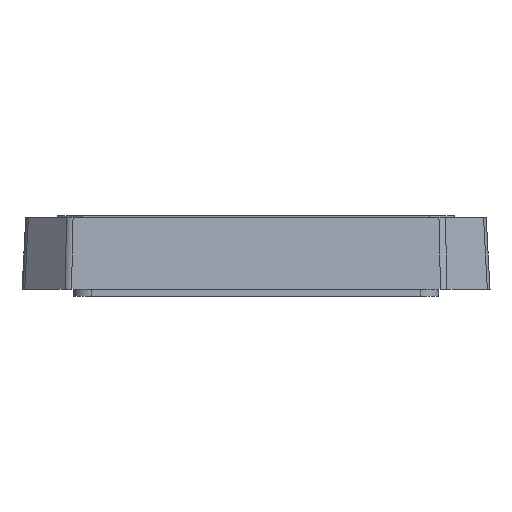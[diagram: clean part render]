
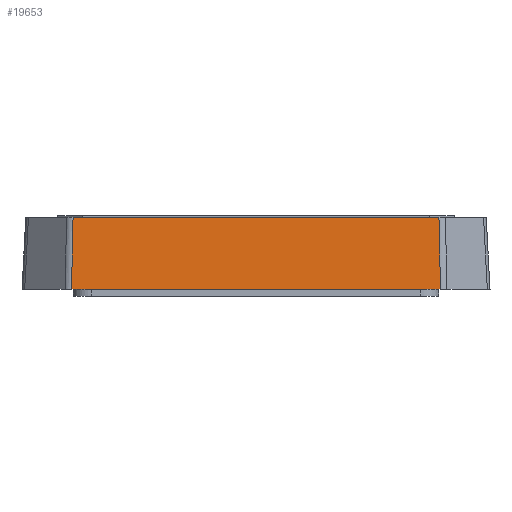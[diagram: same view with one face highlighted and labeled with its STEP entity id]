
A CAD part, left-side view. The second image highlights one B-rep face of the part: STEP entity #19653.
In plain terms, the highlighted planar face has unit normal (-0.999, 0, 0.052).
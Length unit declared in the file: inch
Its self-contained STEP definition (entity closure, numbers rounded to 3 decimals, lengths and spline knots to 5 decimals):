
#2158 = CARTESIAN_POINT ( 'NONE',  ( -2.55906, -2.05906, 0. ) ) ;
#2677 = DIRECTION ( 'NONE',  ( 0., -1., 0. ) ) ;
#2869 = VERTEX_POINT ( 'NONE', #28136 ) ;
#4568 = VECTOR ( 'NONE', #45208, 39.37008 ) ;
#6145 = LINE ( 'NONE', #22272, #7062 ) ;
#6630 = CARTESIAN_POINT ( 'NONE',  ( -2.55906, 2., 0. ) ) ;
#7062 = VECTOR ( 'NONE', #14366, 39.37008 ) ;
#7805 = VERTEX_POINT ( 'NONE', #17658 ) ;
#9140 = VERTEX_POINT ( 'NONE', #40430 ) ;
#12113 = CARTESIAN_POINT ( 'NONE',  ( -2.55906, -2.05906, 0. ) ) ;
#13012 = LINE ( 'NONE', #29136, #4568 ) ;
#13229 = EDGE_CURVE ( 'NONE', #16632, #17918, #13012, .T. ) ;
#14366 = DIRECTION ( 'NONE',  ( -0.052, 0.022, -0.998 ) ) ;
#15053 = PLANE ( 'NONE',  #19335 ) ;
#15314 = LINE ( 'NONE', #12113, #33629 ) ;
#15661 = ORIENTED_EDGE ( 'NONE', *, *, #51173, .T. ) ;
#16632 = VERTEX_POINT ( 'NONE', #46057 ) ;
#17658 = CARTESIAN_POINT ( 'NONE',  ( -2.55906, -2., 0. ) ) ;
#17726 = LINE ( 'NONE', #2158, #35277 ) ;
#17918 = VERTEX_POINT ( 'NONE', #6630 ) ;
#19335 = AXIS2_PLACEMENT_3D ( 'NONE', #26942, #51171, #50923 ) ;
#19653 = ADVANCED_FACE ( 'NONE', ( #38800 ), #15053, .T. ) ;
#19682 = EDGE_CURVE ( 'NONE', #17918, #7805, #15314, .T. ) ;
#20659 = EDGE_CURVE ( 'NONE', #9140, #2869, #22131, .T. ) ;
#21157 = ORIENTED_EDGE ( 'NONE', *, *, #38511, .T. ) ;
#22131 = LINE ( 'NONE', #50342, #42878 ) ;
#22272 = CARTESIAN_POINT ( 'NONE',  ( -2.55443, 2.01578, 0.08821 ) ) ;
#22401 = DIRECTION ( 'NONE',  ( 0.052, 0.022, 0.998 ) ) ;
#23477 = DIRECTION ( 'NONE',  ( 0., -1., 0. ) ) ;
#24240 = DIRECTION ( 'NONE',  ( 0., -1., 0. ) ) ;
#24878 = ORIENTED_EDGE ( 'NONE', *, *, #13229, .T. ) ;
#25260 = VERTEX_POINT ( 'NONE', #33975 ) ;
#26942 = CARTESIAN_POINT ( 'NONE',  ( -2.55906, -2.05906, 0. ) ) ;
#27708 = LINE ( 'NONE', #48221, #50761 ) ;
#28136 = CARTESIAN_POINT ( 'NONE',  ( -2.51779, -2.0006, 0.7874 ) ) ;
#29136 = CARTESIAN_POINT ( 'NONE',  ( -2.55906, -2.05906, 0. ) ) ;
#33161 = EDGE_CURVE ( 'NONE', #25260, #2869, #27708, .T. ) ;
#33629 = VECTOR ( 'NONE', #23477, 39.37008 ) ;
#33975 = CARTESIAN_POINT ( 'NONE',  ( -2.51779, 2.0006, 0.7874 ) ) ;
#35277 = VECTOR ( 'NONE', #2677, 39.37008 ) ;
#38511 = EDGE_CURVE ( 'NONE', #7805, #9140, #17726, .T. ) ;
#38800 = FACE_OUTER_BOUND ( 'NONE', #47934, .T. ) ;
#40430 = CARTESIAN_POINT ( 'NONE',  ( -2.55906, -2.01769, 0. ) ) ;
#42878 = VECTOR ( 'NONE', #22401, 39.37008 ) ;
#45208 = DIRECTION ( 'NONE',  ( 0., -1., 0. ) ) ;
#46057 = CARTESIAN_POINT ( 'NONE',  ( -2.55906, 2.01769, 0. ) ) ;
#47934 = EDGE_LOOP ( 'NONE', ( #21157, #48963, #49887, #15661, #24878, #50960 ) ) ;
#48221 = CARTESIAN_POINT ( 'NONE',  ( -2.51779, -2.05906, 0.7874 ) ) ;
#48963 = ORIENTED_EDGE ( 'NONE', *, *, #20659, .T. ) ;
#49887 = ORIENTED_EDGE ( 'NONE', *, *, #33161, .F. ) ;
#50342 = CARTESIAN_POINT ( 'NONE',  ( -2.5591, -2.01771, -0.0009 ) ) ;
#50761 = VECTOR ( 'NONE', #24240, 39.37008 ) ;
#50923 = DIRECTION ( 'NONE',  ( 0.052, 0., 0.999 ) ) ;
#50960 = ORIENTED_EDGE ( 'NONE', *, *, #19682, .T. ) ;
#51171 = DIRECTION ( 'NONE',  ( -0.999, 0., 0.052 ) ) ;
#51173 = EDGE_CURVE ( 'NONE', #25260, #16632, #6145, .T. ) ;
